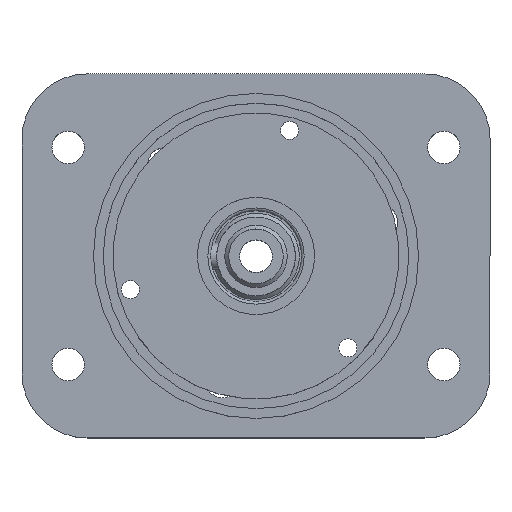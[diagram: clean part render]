
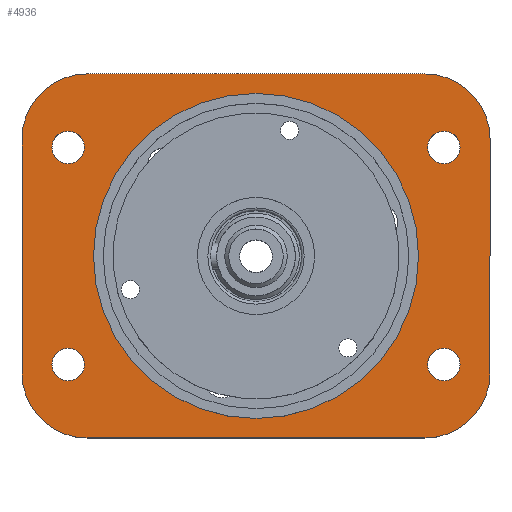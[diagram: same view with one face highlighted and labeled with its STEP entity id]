
A CAD part, top view. The second image highlights one B-rep face of the part: STEP entity #4936.
In plain terms, the highlighted planar face has unit normal (0, 0, 1).
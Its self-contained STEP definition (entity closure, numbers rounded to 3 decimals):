
#123 = CIRCLE ( 'NONE', #4032, 5. ) ;
#182 = CARTESIAN_POINT ( 'NONE',  ( 13., -14., 11.7 ) ) ;
#326 = FACE_BOUND ( 'NONE', #1677, .T. ) ;
#407 = VERTEX_POINT ( 'NONE', #2080 ) ;
#411 = CARTESIAN_POINT ( 'NONE',  ( 14.45, -8.35, 11.7 ) ) ;
#443 = ORIENTED_EDGE ( 'NONE', *, *, #752, .T. ) ;
#634 = CARTESIAN_POINT ( 'NONE',  ( -14.45, 8.35, 11.7 ) ) ;
#649 = VERTEX_POINT ( 'NONE', #4210 ) ;
#752 = EDGE_CURVE ( 'NONE', #5866, #874, #5934, .T. ) ;
#828 = DIRECTION ( 'NONE',  ( 0., -1., 0. ) ) ;
#874 = VERTEX_POINT ( 'NONE', #4188 ) ;
#882 = AXIS2_PLACEMENT_3D ( 'NONE', #4533, #1407, #5076 ) ;
#915 = DIRECTION ( 'NONE',  ( 0., 0., 1. ) ) ;
#933 = DIRECTION ( 'NONE',  ( 1., 0., 0. ) ) ;
#994 = EDGE_CURVE ( 'NONE', #4729, #3092, #4940, .T. ) ;
#1074 = CARTESIAN_POINT ( 'NONE',  ( -13., -14., 11.7 ) ) ;
#1113 = ORIENTED_EDGE ( 'NONE', *, *, #5435, .T. ) ;
#1173 = DIRECTION ( 'NONE',  ( 1., 0., 0. ) ) ;
#1234 = EDGE_CURVE ( 'NONE', #4995, #6052, #6248, .T. ) ;
#1407 = DIRECTION ( 'NONE',  ( 0., 0., 1. ) ) ;
#1475 = CARTESIAN_POINT ( 'NONE',  ( -13., 14., 11.7 ) ) ;
#1585 = DIRECTION ( 'NONE',  ( 0., 0., 1. ) ) ;
#1669 = EDGE_CURVE ( 'NONE', #3839, #3839, #1980, .T. ) ;
#1677 = EDGE_LOOP ( 'NONE', ( #2496 ) ) ;
#1685 = CARTESIAN_POINT ( 'NONE',  ( -18., -14., 11.7 ) ) ;
#1723 = FACE_BOUND ( 'NONE', #3408, .T. ) ;
#1749 = CARTESIAN_POINT ( 'NONE',  ( 13., 14., 11.7 ) ) ;
#1837 = DIRECTION ( 'NONE',  ( 0., 0., 1. ) ) ;
#1897 = AXIS2_PLACEMENT_3D ( 'NONE', #1902, #5571, #2417 ) ;
#1902 = CARTESIAN_POINT ( 'NONE',  ( 13., 9., 11.7 ) ) ;
#1966 = CIRCLE ( 'NONE', #5780, 1.25 ) ;
#1980 = CIRCLE ( 'NONE', #4557, 1.25 ) ;
#2044 = CIRCLE ( 'NONE', #6676, 12.5 ) ;
#2050 = FACE_BOUND ( 'NONE', #6733, .T. ) ;
#2080 = CARTESIAN_POINT ( 'NONE',  ( 15.7, 8.35, 11.7 ) ) ;
#2128 = CARTESIAN_POINT ( 'NONE',  ( -13.2, -8.35, 11.7 ) ) ;
#2164 = DIRECTION ( 'NONE',  ( -1., 0., 0. ) ) ;
#2238 = DIRECTION ( 'NONE',  ( 0., 0., 1. ) ) ;
#2244 = EDGE_CURVE ( 'NONE', #6052, #5866, #2661, .T. ) ;
#2249 = VERTEX_POINT ( 'NONE', #5357 ) ;
#2357 = ORIENTED_EDGE ( 'NONE', *, *, #1234, .T. ) ;
#2417 = DIRECTION ( 'NONE',  ( 1., 0., 0. ) ) ;
#2431 = DIRECTION ( 'NONE',  ( 0., 0., 1. ) ) ;
#2496 = ORIENTED_EDGE ( 'NONE', *, *, #5231, .F. ) ;
#2516 = VERTEX_POINT ( 'NONE', #6122 ) ;
#2524 = VECTOR ( 'NONE', #828, 1000. ) ;
#2536 = CARTESIAN_POINT ( 'NONE',  ( -13., 9., 11.7 ) ) ;
#2661 = LINE ( 'NONE', #1685, #5140 ) ;
#2670 = EDGE_LOOP ( 'NONE', ( #3729 ) ) ;
#2839 = ORIENTED_EDGE ( 'NONE', *, *, #994, .T. ) ;
#3065 = DIRECTION ( 'NONE',  ( 1., 0., 0. ) ) ;
#3069 = EDGE_CURVE ( 'NONE', #407, #407, #5875, .T. ) ;
#3077 = CARTESIAN_POINT ( 'NONE',  ( 15.7, -8.35, 11.7 ) ) ;
#3092 = VERTEX_POINT ( 'NONE', #1475 ) ;
#3134 = EDGE_CURVE ( 'NONE', #3092, #2249, #123, .T. ) ;
#3140 = ORIENTED_EDGE ( 'NONE', *, *, #4030, .T. ) ;
#3205 = EDGE_CURVE ( 'NONE', #874, #2516, #6752, .T. ) ;
#3408 = EDGE_LOOP ( 'NONE', ( #5467 ) ) ;
#3448 = DIRECTION ( 'NONE',  ( 0., 1., 0. ) ) ;
#3651 = CARTESIAN_POINT ( 'NONE',  ( 0., 0., 11.7 ) ) ;
#3716 = EDGE_LOOP ( 'NONE', ( #6555, #3140, #2839, #4717, #1113, #2357, #5061, #443 ) ) ;
#3729 = ORIENTED_EDGE ( 'NONE', *, *, #5545, .F. ) ;
#3774 = ORIENTED_EDGE ( 'NONE', *, *, #3069, .F. ) ;
#3839 = VERTEX_POINT ( 'NONE', #3077 ) ;
#3944 = CARTESIAN_POINT ( 'NONE',  ( -18., 14., 11.7 ) ) ;
#3982 = AXIS2_PLACEMENT_3D ( 'NONE', #4980, #1837, #5512 ) ;
#4030 = EDGE_CURVE ( 'NONE', #2516, #4729, #6713, .T. ) ;
#4032 = AXIS2_PLACEMENT_3D ( 'NONE', #2536, #6209, #3065 ) ;
#4043 = CARTESIAN_POINT ( 'NONE',  ( 13., -9., 11.7 ) ) ;
#4058 = DIRECTION ( 'NONE',  ( 0., 0., 1. ) ) ;
#4188 = CARTESIAN_POINT ( 'NONE',  ( 18., -9., 11.7 ) ) ;
#4210 = CARTESIAN_POINT ( 'NONE',  ( -13.2, 8.35, 11.7 ) ) ;
#4282 = DIRECTION ( 'NONE',  ( 0., 0., 1. ) ) ;
#4498 = FACE_OUTER_BOUND ( 'NONE', #3716, .T. ) ;
#4533 = CARTESIAN_POINT ( 'NONE',  ( 14.45, 8.35, 11.7 ) ) ;
#4557 = AXIS2_PLACEMENT_3D ( 'NONE', #411, #4058, #933 ) ;
#4570 = DIRECTION ( 'NONE',  ( 1., 0., 0. ) ) ;
#4572 = AXIS2_PLACEMENT_3D ( 'NONE', #634, #4282, #1173 ) ;
#4596 = AXIS2_PLACEMENT_3D ( 'NONE', #4043, #915, #4570 ) ;
#4659 = VERTEX_POINT ( 'NONE', #4757 ) ;
#4712 = PLANE ( 'NONE',  #4847 ) ;
#4717 = ORIENTED_EDGE ( 'NONE', *, *, #3134, .T. ) ;
#4729 = VERTEX_POINT ( 'NONE', #1749 ) ;
#4757 = CARTESIAN_POINT ( 'NONE',  ( 12.5, 0., 11.7 ) ) ;
#4794 = CARTESIAN_POINT ( 'NONE',  ( -18., 14., 11.7 ) ) ;
#4847 = AXIS2_PLACEMENT_3D ( 'NONE', #3651, #1585, #5261 ) ;
#4936 = ADVANCED_FACE ( 'NONE', ( #2050, #6070, #1723, #326, #5913, #4498 ), #4712, .T. ) ;
#4940 = LINE ( 'NONE', #4794, #6323 ) ;
#4980 = CARTESIAN_POINT ( 'NONE',  ( -13., -9., 11.7 ) ) ;
#4995 = VERTEX_POINT ( 'NONE', #5849 ) ;
#5001 = VERTEX_POINT ( 'NONE', #2128 ) ;
#5004 = CARTESIAN_POINT ( 'NONE',  ( 18., 14., 11.7 ) ) ;
#5061 = ORIENTED_EDGE ( 'NONE', *, *, #2244, .T. ) ;
#5076 = DIRECTION ( 'NONE',  ( 1., 0., 0. ) ) ;
#5140 = VECTOR ( 'NONE', #5883, 1000. ) ;
#5231 = EDGE_CURVE ( 'NONE', #5001, #5001, #1966, .T. ) ;
#5244 = DIRECTION ( 'NONE',  ( 1., 0., 0. ) ) ;
#5261 = DIRECTION ( 'NONE',  ( 1., 0., 0. ) ) ;
#5357 = CARTESIAN_POINT ( 'NONE',  ( -18., 9., 11.7 ) ) ;
#5390 = CARTESIAN_POINT ( 'NONE',  ( 0., 0., 11.7 ) ) ;
#5435 = EDGE_CURVE ( 'NONE', #2249, #4995, #6542, .T. ) ;
#5467 = ORIENTED_EDGE ( 'NONE', *, *, #1669, .F. ) ;
#5512 = DIRECTION ( 'NONE',  ( 1., 0., 0. ) ) ;
#5545 = EDGE_CURVE ( 'NONE', #649, #649, #6222, .T. ) ;
#5571 = DIRECTION ( 'NONE',  ( 0., 0., 1. ) ) ;
#5587 = CARTESIAN_POINT ( 'NONE',  ( -14.45, -8.35, 11.7 ) ) ;
#5600 = EDGE_CURVE ( 'NONE', #4659, #4659, #2044, .T. ) ;
#5780 = AXIS2_PLACEMENT_3D ( 'NONE', #5587, #2431, #6109 ) ;
#5849 = CARTESIAN_POINT ( 'NONE',  ( -18., -9., 11.7 ) ) ;
#5866 = VERTEX_POINT ( 'NONE', #182 ) ;
#5875 = CIRCLE ( 'NONE', #882, 1.25 ) ;
#5883 = DIRECTION ( 'NONE',  ( 1., 0., 0. ) ) ;
#5913 = FACE_BOUND ( 'NONE', #2670, .T. ) ;
#5934 = CIRCLE ( 'NONE', #4596, 5. ) ;
#6052 = VERTEX_POINT ( 'NONE', #1074 ) ;
#6070 = FACE_BOUND ( 'NONE', #6287, .T. ) ;
#6109 = DIRECTION ( 'NONE',  ( 1., 0., 0. ) ) ;
#6122 = CARTESIAN_POINT ( 'NONE',  ( 18., 9., 11.7 ) ) ;
#6209 = DIRECTION ( 'NONE',  ( 0., 0., 1. ) ) ;
#6222 = CIRCLE ( 'NONE', #4572, 1.25 ) ;
#6248 = CIRCLE ( 'NONE', #3982, 5. ) ;
#6287 = EDGE_LOOP ( 'NONE', ( #3774 ) ) ;
#6323 = VECTOR ( 'NONE', #2164, 1000. ) ;
#6381 = ORIENTED_EDGE ( 'NONE', *, *, #5600, .F. ) ;
#6421 = VECTOR ( 'NONE', #3448, 1000. ) ;
#6542 = LINE ( 'NONE', #3944, #2524 ) ;
#6555 = ORIENTED_EDGE ( 'NONE', *, *, #3205, .T. ) ;
#6676 = AXIS2_PLACEMENT_3D ( 'NONE', #5390, #2238, #5244 ) ;
#6713 = CIRCLE ( 'NONE', #1897, 5. ) ;
#6733 = EDGE_LOOP ( 'NONE', ( #6381 ) ) ;
#6752 = LINE ( 'NONE', #5004, #6421 ) ;
